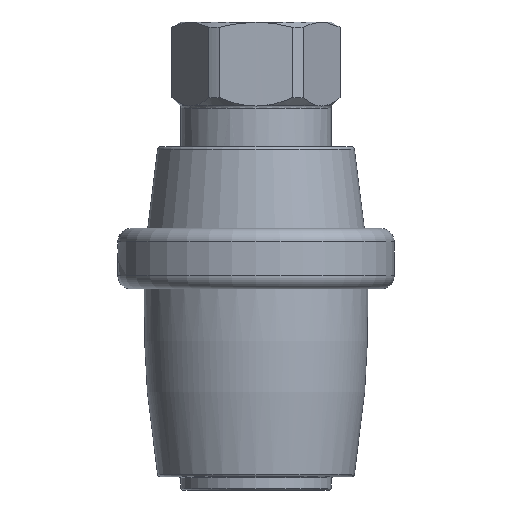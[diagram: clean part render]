
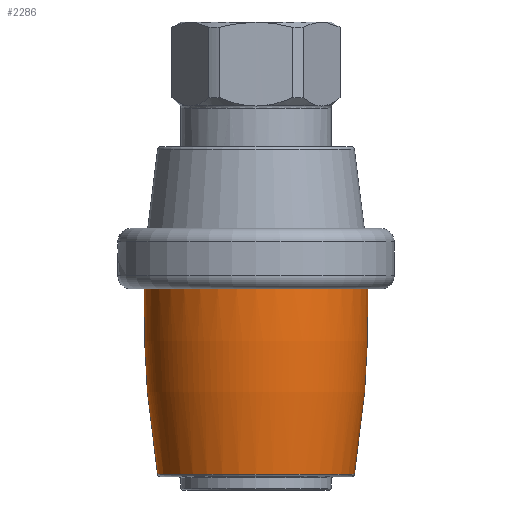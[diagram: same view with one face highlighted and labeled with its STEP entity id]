
A CAD part, left-side view. The second image highlights one B-rep face of the part: STEP entity #2286.
In plain terms, the highlighted toroidal (fillet/blend) face has major radius 98.45 mm and minor radius 111 mm.
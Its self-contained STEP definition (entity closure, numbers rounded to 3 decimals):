
#26=DEGENERATE_TOROIDAL_SURFACE('',#2452,98.45,111.,
 .F.);
#415=ORIENTED_EDGE('',*,*,#670,.T.);
#416=ORIENTED_EDGE('',*,*,#671,.F.);
#670=EDGE_CURVE('',#825,#825,#929,.T.);
#671=EDGE_CURVE('',#826,#826,#930,.T.);
#825=VERTEX_POINT('',#3489);
#826=VERTEX_POINT('',#3492);
#929=CIRCLE('',#2451,12.521);
#930=CIRCLE('',#2453,11.04);
#1063=EDGE_LOOP('',(#415));
#1064=EDGE_LOOP('',(#416));
#1278=FACE_BOUND('',#1063,.T.);
#1279=FACE_BOUND('',#1064,.T.);
#2286=ADVANCED_FACE('',(#1278,#1279),#26,.F.);
#2451=AXIS2_PLACEMENT_3D('',#3488,#2760,#2761);
#2452=AXIS2_PLACEMENT_3D('',#3490,#2762,#2763);
#2453=AXIS2_PLACEMENT_3D('',#3491,#2764,#2765);
#2760=DIRECTION('',(0.,0.,-1.));
#2761=DIRECTION('',(-1.,0.,0.));
#2762=DIRECTION('',(0.,0.,-1.));
#2763=DIRECTION('',(-1.,0.,0.));
#2764=DIRECTION('',(0.,0.,-1.));
#2765=DIRECTION('',(-1.,0.,0.));
#3488=CARTESIAN_POINT('',(0.,0.,22.55));
#3489=CARTESIAN_POINT('',(-12.521,0.,22.55));
#3490=CARTESIAN_POINT('',(0.,0.,20.));
#3491=CARTESIAN_POINT('',(0.,0.,1.751));
#3492=CARTESIAN_POINT('',(-11.04,0.,1.751));
